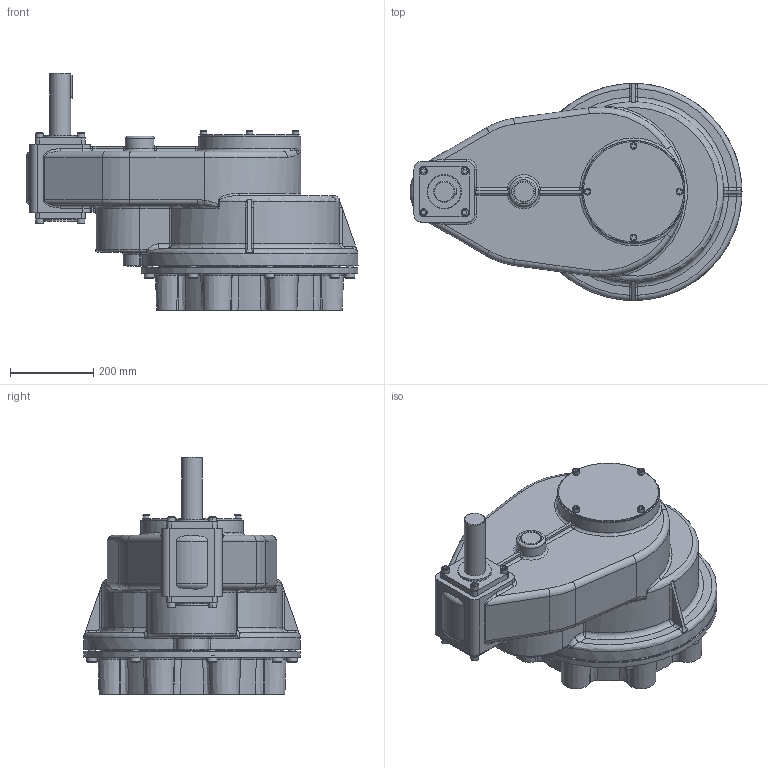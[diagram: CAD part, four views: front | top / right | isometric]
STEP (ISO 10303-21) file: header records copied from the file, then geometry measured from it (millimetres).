
FILE_DESCRIPTION( ( 'Unknown' ), '1' );
FILE_NAME( 'PUBIS15-MAN-F40_simplified.stp', 'Unknown', ( 'Unknown' ), ( 'Unknown' ), 'PSStep 15.0.49', 'Unknown', ' ' );
FILE_SCHEMA( ( 'AUTOMOTIVE_DESIGN { 1 0 10303 214 1 1 1 1 }' ) );
Length unit declared in the file: millimetre
Products named in the file (52): 1; 2; 3; 4; 5; 6; 7; 8; 9; 10; 11; 12; 13; 14; 15; 16; 17; 18; 19; 20; 21; 22; 23; 24; 25; 26; 27; 28; 29; 30; 31; 32; 33; 34; 35; 36; 37; 38; 39; 40 ...
Bounding box: 795.6 x 520 x 569.2 mm (x, y, z)
Surface area: 1703032.9 mm2 (no closed solid volume)
Topology: 0 solids, 619 shells, 619 faces, 2879 edges, 2764 vertices
Faces by surface type: plane 255, cylinder 157, bspline 86, torus 59, cone 50, sphere 12
Full cylindrical faces by diameter (mm): 16 x12, 18 x8, 24 x8, 31.67 x8, 50 x2, 60 x1, 70 x1, 80 x2, 159.64 x1, 170 x1, 240 x1, 246 x1, 300 x1, 340 x1, 439.6 x1, 520 x1
Entity records: 56525 total; most frequent: CARTESIAN_POINT 30001, DIRECTION 4502, VERTEX_POINT 2719, ORIENTED_EDGE 2711, EDGE_CURVE 2711, AXIS2_PLACEMENT_3D 1586, LINE 1330, VECTOR 1330
